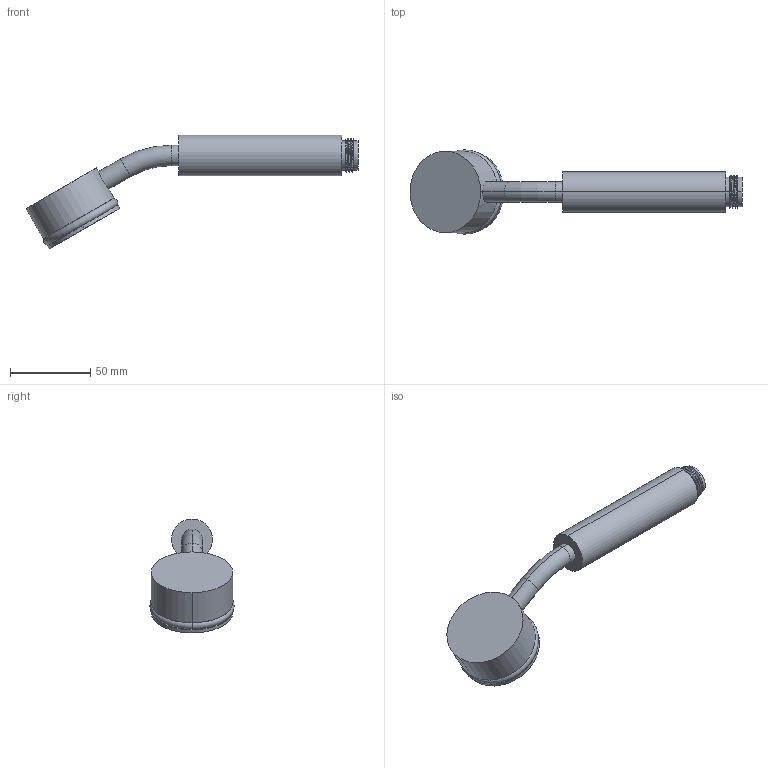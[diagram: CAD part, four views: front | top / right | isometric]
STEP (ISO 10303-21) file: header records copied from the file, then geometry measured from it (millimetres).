
FILE_DESCRIPTION((''),'2;1');
FILE_NAME('50489','2020-12-11T10:18:24',('jinson.thomas'),(''),'CREO PARAMETRIC BY PTC INC, 2018400','CREO PARAMETRIC BY PTC INC, 2018400','');
FILE_SCHEMA(('CONFIG_CONTROL_DESIGN'));
Length unit declared in the file: inch
Products named in the file (1): 50489
Bounding box: 206.93 x 52.56 x 70.99 mm (x, y, z)
Volume: 119780.6 mm3; surface area: 21035 mm2
Topology: 1 solids, 1 shells, 214 faces, 436 edges, 286 vertices
Faces by surface type: cylinder 135, plane 65, torus 8, bspline 6
Entity records: 7268 total; most frequent: CARTESIAN_POINT 3172, ORIENTED_EDGE 872, DIRECTION 646, EDGE_CURVE 436, VERTEX_POINT 286, EDGE_LOOP 276, AXIS2_PLACEMENT_3D 254, B_SPLINE_CURVE_WITH_KNOTS 252
